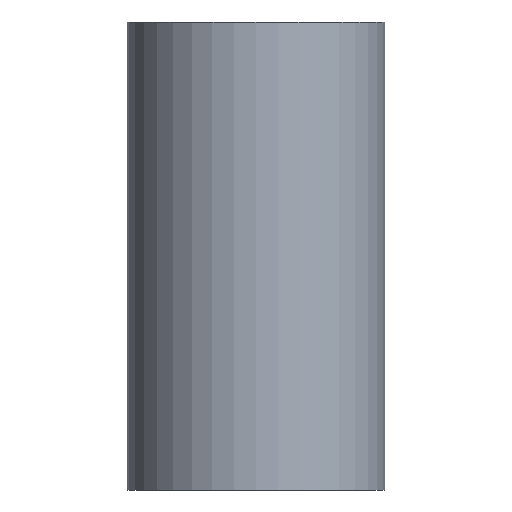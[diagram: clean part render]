
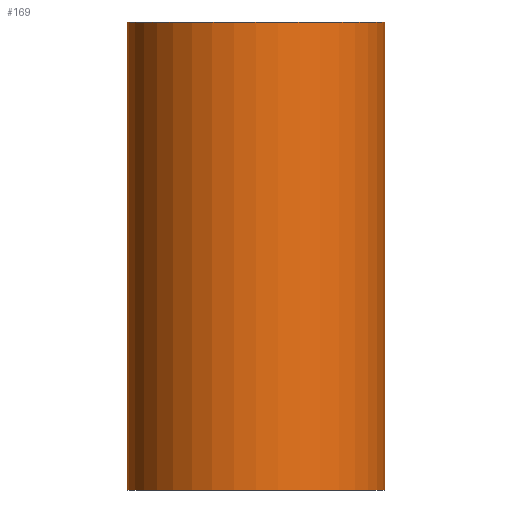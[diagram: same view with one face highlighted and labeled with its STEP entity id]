
A CAD part, left-side view. The second image highlights one B-rep face of the part: STEP entity #169.
In plain terms, the highlighted cylindrical face has radius 54.5 mm (diameter 109 mm), a full revolution.
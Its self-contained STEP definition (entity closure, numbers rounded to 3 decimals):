
#22=FACE_BOUND($,#58,.T.);
#23=FACE_BOUND($,#59,.T.);
#38=B_SPLINE_CURVE_WITH_KNOTS($,3,(#343,#344,#345,#346,#347,#348,#349,#350,
#351,#352,#353,#354,#355,#356,#357,#358,#359,#360),.UNSPECIFIED.,.F.,.F.,
(4,2,2,2,2,2,2,2,4),(7.66,8.14,8.619,
9.098,9.577,10.056,10.534,11.012,
11.491),.UNSPECIFIED.);
#39=B_SPLINE_CURVE_WITH_KNOTS($,3,(#362,#363,#364,#365,#366,#367,#368,#369,
#370,#371,#372,#373,#374,#375,#376,#377,#378,#379),.UNSPECIFIED.,.F.,.F.,
(4,2,2,2,2,2,2,2,4),(-7.66,-7.181,-6.702,
-6.223,-5.744,-5.265,-4.787,
-4.309,-3.83),.UNSPECIFIED.);
#40=B_SPLINE_CURVE_WITH_KNOTS($,3,(#381,#382,#383,#384,#385,#386,#387,#388,
#389,#390,#391,#392,#393,#394,#395,#396,#397,#398),.UNSPECIFIED.,.F.,.F.,
(4,2,2,2,2,2,2,2,4),(11.491,11.969,12.447,
12.926,13.404,13.883,14.362,14.842,
15.321),.UNSPECIFIED.);
#41=B_SPLINE_CURVE_WITH_KNOTS($,3,(#399,#400,#401,#402,#403,#404,#405,#406,
#407,#408,#409,#410,#411,#412,#413,#414,#415,#416),.UNSPECIFIED.,.F.,.F.,
(4,2,2,2,2,2,2,2,4),(-3.83,-3.352,-2.874,
-2.395,-1.917,-1.438,-0.958,
-0.479,0.),.UNSPECIFIED.);
#44=FACE_OUTER_BOUND($,#57,.T.);
#57=EDGE_LOOP($,(#131));
#58=EDGE_LOOP($,(#132));
#59=EDGE_LOOP($,(#133,#134,#135,#136));
#83=CIRCLE($,#189,54.5);
#84=CIRCLE($,#190,54.5);
#96=VERTEX_POINT($,#337);
#97=VERTEX_POINT($,#339);
#98=VERTEX_POINT($,#341);
#99=VERTEX_POINT($,#342);
#100=VERTEX_POINT($,#361);
#101=VERTEX_POINT($,#380);
#113=EDGE_CURVE($,#96,#96,#83,.T.);
#114=EDGE_CURVE($,#97,#97,#84,.T.);
#115=EDGE_CURVE($,#98,#99,#38,.T.);
#116=EDGE_CURVE($,#98,#100,#39,.T.);
#117=EDGE_CURVE($,#100,#101,#40,.T.);
#118=EDGE_CURVE($,#99,#101,#41,.T.);
#131=ORIENTED_EDGE($,*,*,#113,.F.);
#132=ORIENTED_EDGE($,*,*,#114,.T.);
#133=ORIENTED_EDGE($,*,*,#115,.F.);
#134=ORIENTED_EDGE($,*,*,#116,.T.);
#135=ORIENTED_EDGE($,*,*,#117,.T.);
#136=ORIENTED_EDGE($,*,*,#118,.F.);
#162=CYLINDRICAL_SURFACE($,#188,54.5);
#169=ADVANCED_FACE($,(#44,#22,#23),#162,.T.);
#188=AXIS2_PLACEMENT_3D($,#336,#220,#221);
#189=AXIS2_PLACEMENT_3D($,#338,#222,#223);
#190=AXIS2_PLACEMENT_3D($,#340,#224,#225);
#220=DIRECTION('center_axis',(0.,0.,1.));
#221=DIRECTION('ref_axis',(1.,0.,0.));
#222=DIRECTION('center_axis',(0.,0.,1.));
#223=DIRECTION('ref_axis',(1.,0.,0.));
#224=DIRECTION('center_axis',(0.,0.,1.));
#225=DIRECTION('ref_axis',(1.,0.,0.));
#336=CARTESIAN_POINT('Origin',(0.,0.,0.));
#337=CARTESIAN_POINT('',(-54.5,0.,198.));
#338=CARTESIAN_POINT('Origin',(0.,0.,198.));
#339=CARTESIAN_POINT('',(54.5,0.,0.));
#340=CARTESIAN_POINT('Origin',(0.,0.,0.));
#341=CARTESIAN_POINT('',(48.428,-25.,99.));
#342=CARTESIAN_POINT('',(54.5,0.,74.));
#343=CARTESIAN_POINT('Ctrl Pts',(48.428,-25.,99.));
#344=CARTESIAN_POINT('Ctrl Pts',(48.428,-25.,97.403));
#345=CARTESIAN_POINT('Ctrl Pts',(48.509,-24.844,95.76));
#346=CARTESIAN_POINT('Ctrl Pts',(48.834,-24.2,92.51));
#347=CARTESIAN_POINT('Ctrl Pts',(49.077,-23.711,90.902));
#348=CARTESIAN_POINT('Ctrl Pts',(49.676,-22.428,87.832));
#349=CARTESIAN_POINT('Ctrl Pts',(50.032,-21.634,86.366));
#350=CARTESIAN_POINT('Ctrl Pts',(50.783,-19.808,83.66));
#351=CARTESIAN_POINT('Ctrl Pts',(51.177,-18.775,82.42));
#352=CARTESIAN_POINT('Ctrl Pts',(51.929,-16.582,80.227));
#353=CARTESIAN_POINT('Ctrl Pts',(52.314,-15.343,79.194));
#354=CARTESIAN_POINT('Ctrl Pts',(53.033,-12.637,77.367));
#355=CARTESIAN_POINT('Ctrl Pts',(53.366,-11.169,76.572));
#356=CARTESIAN_POINT('Ctrl Pts',(53.918,-8.096,75.289));
#357=CARTESIAN_POINT('Ctrl Pts',(54.137,-6.487,74.799));
#358=CARTESIAN_POINT('Ctrl Pts',(54.428,-3.236,74.155));
#359=CARTESIAN_POINT('Ctrl Pts',(54.5,-1.594,74.));
#360=CARTESIAN_POINT('Ctrl Pts',(54.5,0.,74.));
#361=CARTESIAN_POINT('',(54.5,0.,124.));
#362=CARTESIAN_POINT('Ctrl Pts',(48.428,-25.,99.));
#363=CARTESIAN_POINT('Ctrl Pts',(48.428,-25.,100.597));
#364=CARTESIAN_POINT('Ctrl Pts',(48.509,-24.844,102.24));
#365=CARTESIAN_POINT('Ctrl Pts',(48.834,-24.2,105.49));
#366=CARTESIAN_POINT('Ctrl Pts',(49.077,-23.711,107.098));
#367=CARTESIAN_POINT('Ctrl Pts',(49.676,-22.428,110.168));
#368=CARTESIAN_POINT('Ctrl Pts',(50.032,-21.634,111.634));
#369=CARTESIAN_POINT('Ctrl Pts',(50.783,-19.808,114.34));
#370=CARTESIAN_POINT('Ctrl Pts',(51.177,-18.775,115.58));
#371=CARTESIAN_POINT('Ctrl Pts',(51.929,-16.582,117.773));
#372=CARTESIAN_POINT('Ctrl Pts',(52.314,-15.343,118.806));
#373=CARTESIAN_POINT('Ctrl Pts',(53.033,-12.637,120.633));
#374=CARTESIAN_POINT('Ctrl Pts',(53.366,-11.169,121.428));
#375=CARTESIAN_POINT('Ctrl Pts',(53.918,-8.096,122.711));
#376=CARTESIAN_POINT('Ctrl Pts',(54.137,-6.487,123.201));
#377=CARTESIAN_POINT('Ctrl Pts',(54.428,-3.236,123.845));
#378=CARTESIAN_POINT('Ctrl Pts',(54.5,-1.594,124.));
#379=CARTESIAN_POINT('Ctrl Pts',(54.5,0.,124.));
#380=CARTESIAN_POINT('',(48.428,25.,99.));
#381=CARTESIAN_POINT('Ctrl Pts',(54.5,0.,124.));
#382=CARTESIAN_POINT('Ctrl Pts',(54.5,1.594,124.));
#383=CARTESIAN_POINT('Ctrl Pts',(54.428,3.236,123.845));
#384=CARTESIAN_POINT('Ctrl Pts',(54.137,6.487,123.201));
#385=CARTESIAN_POINT('Ctrl Pts',(53.918,8.096,122.711));
#386=CARTESIAN_POINT('Ctrl Pts',(53.366,11.169,121.428));
#387=CARTESIAN_POINT('Ctrl Pts',(53.033,12.637,120.633));
#388=CARTESIAN_POINT('Ctrl Pts',(52.314,15.343,118.806));
#389=CARTESIAN_POINT('Ctrl Pts',(51.929,16.582,117.773));
#390=CARTESIAN_POINT('Ctrl Pts',(51.177,18.775,115.58));
#391=CARTESIAN_POINT('Ctrl Pts',(50.783,19.808,114.34));
#392=CARTESIAN_POINT('Ctrl Pts',(50.032,21.634,111.634));
#393=CARTESIAN_POINT('Ctrl Pts',(49.676,22.428,110.168));
#394=CARTESIAN_POINT('Ctrl Pts',(49.077,23.711,107.098));
#395=CARTESIAN_POINT('Ctrl Pts',(48.834,24.2,105.49));
#396=CARTESIAN_POINT('Ctrl Pts',(48.509,24.844,102.24));
#397=CARTESIAN_POINT('Ctrl Pts',(48.428,25.,100.597));
#398=CARTESIAN_POINT('Ctrl Pts',(48.428,25.,99.));
#399=CARTESIAN_POINT('Ctrl Pts',(54.5,0.,74.));
#400=CARTESIAN_POINT('Ctrl Pts',(54.5,1.594,74.));
#401=CARTESIAN_POINT('Ctrl Pts',(54.428,3.236,74.155));
#402=CARTESIAN_POINT('Ctrl Pts',(54.137,6.487,74.799));
#403=CARTESIAN_POINT('Ctrl Pts',(53.918,8.096,75.289));
#404=CARTESIAN_POINT('Ctrl Pts',(53.366,11.169,76.572));
#405=CARTESIAN_POINT('Ctrl Pts',(53.033,12.637,77.367));
#406=CARTESIAN_POINT('Ctrl Pts',(52.314,15.343,79.194));
#407=CARTESIAN_POINT('Ctrl Pts',(51.929,16.582,80.227));
#408=CARTESIAN_POINT('Ctrl Pts',(51.177,18.775,82.42));
#409=CARTESIAN_POINT('Ctrl Pts',(50.783,19.808,83.66));
#410=CARTESIAN_POINT('Ctrl Pts',(50.032,21.634,86.366));
#411=CARTESIAN_POINT('Ctrl Pts',(49.676,22.428,87.832));
#412=CARTESIAN_POINT('Ctrl Pts',(49.077,23.711,90.902));
#413=CARTESIAN_POINT('Ctrl Pts',(48.834,24.2,92.51));
#414=CARTESIAN_POINT('Ctrl Pts',(48.509,24.844,95.76));
#415=CARTESIAN_POINT('Ctrl Pts',(48.428,25.,97.403));
#416=CARTESIAN_POINT('Ctrl Pts',(48.428,25.,99.));
